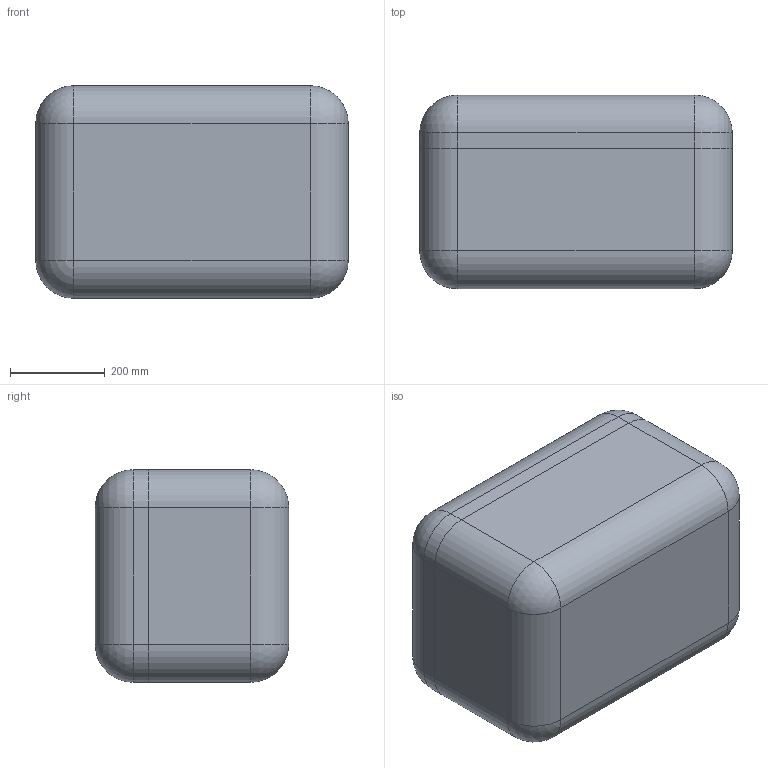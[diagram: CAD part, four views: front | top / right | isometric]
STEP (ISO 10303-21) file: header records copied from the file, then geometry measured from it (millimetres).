
FILE_DESCRIPTION (( 'STEP AP214' ), '1' );
FILE_NAME ('Êîíòåéíåð ÀÄÌÈÐÀË®ÏÐÎÔÅÑÑÈÎÍÀËÜÍÛÅ 049_óïðîùåííàÿ 3D-ìîäåëü.STEP', '2025-08-21T10:15:39', ( '' ), ( '' ), 'SwSTEP 2.0', 'SolidWorks 2021', '' );
FILE_SCHEMA (( 'AUTOMOTIVE_DESIGN' ));
Length unit declared in the file: millimetre
Products named in the file (3): Base 49-1; Êîíòåéíåð ÀÄÌÈÐÀË®ÏÐÎÔÅÑÑÈÎÍÀËÜÍÛÅ 049_óïðîùåííàÿ 3D-ìîäåëü; Lid 49-1
Assembly tree (2 placements, depth 2):
  Êîíòåéíåð ÀÄÌÈÐÀË®ÏÐÎÔÅÑÑÈÎÍÀËÜÍÛÅ 049_óïðîùåííàÿ 3D-ìîäåëü
    Base 49-1
    Lid 49-1
Bounding box: 660.82 x 409.45 x 449.42 mm (x, y, z)
Volume: 52859820.8 mm3; surface area: 2972811 mm2
Topology: 2 solids, 2 shells, 1261 faces, 3117 edges, 1772 vertices
Faces by surface type: cylinder 471, plane 300, bspline 246, torus 152, sphere 56, cone 36
Entity records: 63545 total; most frequent: CARTESIAN_POINT 36019, ORIENTED_EDGE 6030, DIRECTION 5538, EDGE_CURVE 3015, AXIS2_PLACEMENT_3D 2148, VERTEX_POINT 1772, EDGE_LOOP 1279, ADVANCED_FACE 1261
